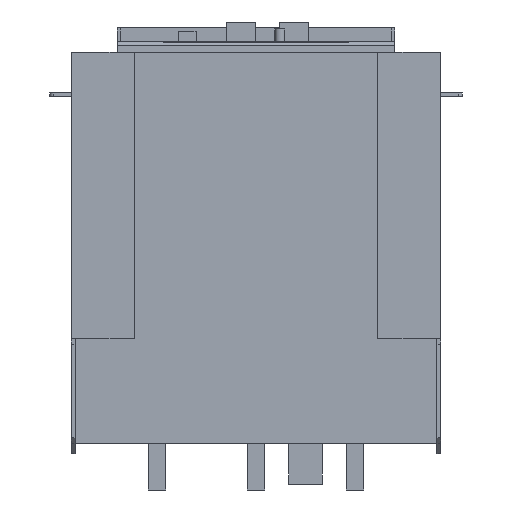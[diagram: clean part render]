
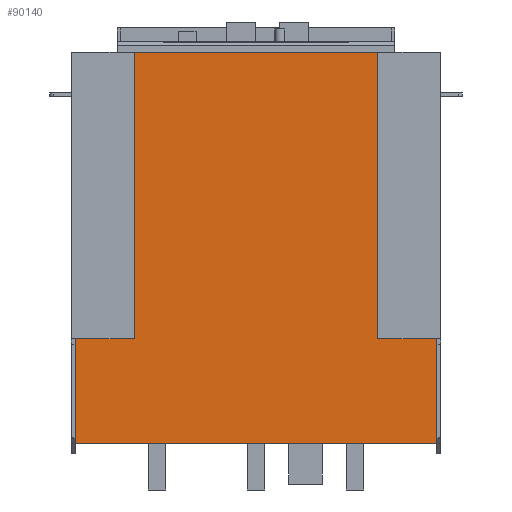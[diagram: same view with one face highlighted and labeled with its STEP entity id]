
A CAD part, front view. The second image highlights one B-rep face of the part: STEP entity #90140.
In plain terms, the highlighted planar face has unit normal (0, -1, 0).
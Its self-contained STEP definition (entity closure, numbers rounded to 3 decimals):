
#88590=CARTESIAN_POINT('',(1655.31,195.666,-345.));
#88600=VERTEX_POINT('',#88590);
#88630=CARTESIAN_POINT('',(1655.31,195.666,0.));
#88640=DIRECTION('',(0.,0.,1.));
#88650=VECTOR('',#88640,1.);
#88660=LINE('',#88630,#88650);
#88670=CARTESIAN_POINT('',(1655.31,195.666,-9.));
#88680=VERTEX_POINT('',#88670);
#88690=EDGE_CURVE('',#88600,#88680,#88660,.T.);
#89380=CARTESIAN_POINT('',(1344.7,195.666,-9.));
#89390=VERTEX_POINT('',#89380);
#89420=CARTESIAN_POINT('',(1344.7,195.666,0.));
#89430=DIRECTION('',(0.,0.,1.));
#89440=VECTOR('',#89430,1.);
#89450=LINE('',#89420,#89440);
#89460=CARTESIAN_POINT('',(1344.7,195.666,-345.));
#89470=VERTEX_POINT('',#89460);
#89480=EDGE_CURVE('',#89470,#89390,#89450,.T.);
#89870=CARTESIAN_POINT('',(0.,195.666,-9.));
#89880=DIRECTION('',(1.,0.,0.));
#89890=VECTOR('',#89880,1.);
#89900=LINE('',#89870,#89890);
#89910=EDGE_CURVE('',#89390,#88680,#89900,.T.);
#89980=CARTESIAN_POINT('',(1658.51,195.666,-345.));
#89990=DIRECTION('',(0.,1.,0.));
#90000=DIRECTION('',(0.,0.,-1.));
#90010=AXIS2_PLACEMENT_3D('',#89980,#89990,#90000);
#90020=PLANE('',#90010);
#90030=ORIENTED_EDGE('',*,*,#88690,.T.);
#90040=CARTESIAN_POINT('',(0.,195.666,-345.));
#90050=DIRECTION('',(-1.,0.,0.));
#90060=VECTOR('',#90050,1.);
#90070=LINE('',#90040,#90060);
#90080=EDGE_CURVE('',#88600,#89470,#90070,.T.);
#90090=ORIENTED_EDGE('',*,*,#90080,.F.);
#90100=ORIENTED_EDGE('',*,*,#89480,.F.);
#90110=ORIENTED_EDGE('',*,*,#89910,.F.);
#90120=EDGE_LOOP('',(#90110,#90100,#90090,#90030));
#90130=FACE_OUTER_BOUND('',#90120,.T.);
#90140=ADVANCED_FACE('',(#90130),#90020,.F.);
